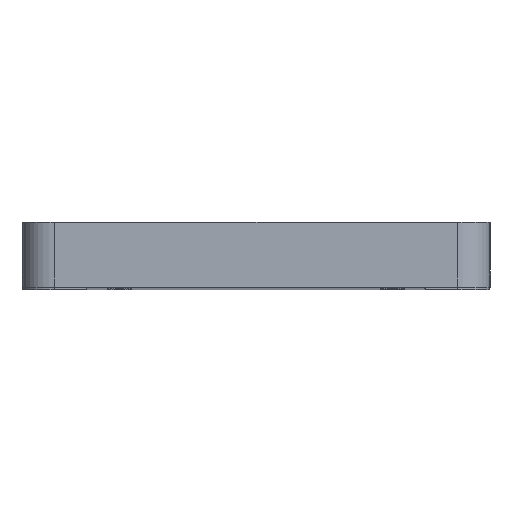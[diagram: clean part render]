
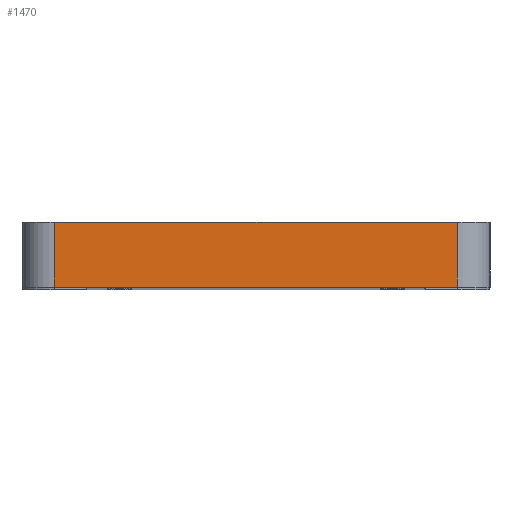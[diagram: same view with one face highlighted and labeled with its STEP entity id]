
A CAD part, top view. The second image highlights one B-rep face of the part: STEP entity #1470.
In plain terms, the highlighted planar face has unit normal (0, 0, 1).
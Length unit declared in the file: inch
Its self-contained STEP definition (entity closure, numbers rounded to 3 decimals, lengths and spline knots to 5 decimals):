
#84=PLANE('',#1680);
#134=FACE_OUTER_BOUND('',#188,.T.);
#188=EDGE_LOOP('',(#1177,#1178,#1179,#1180));
#316=LINE('',#2552,#392);
#317=LINE('',#2555,#393);
#318=LINE('',#2557,#394);
#319=LINE('',#2558,#395);
#392=VECTOR('',#2108,0.3937);
#393=VECTOR('',#2111,0.3937);
#394=VECTOR('',#2112,0.3937);
#395=VECTOR('',#2113,0.3937);
#707=VERTEX_POINT('',#2548);
#708=VERTEX_POINT('',#2550);
#709=VERTEX_POINT('',#2554);
#710=VERTEX_POINT('',#2556);
#916=EDGE_CURVE('',#707,#708,#316,.T.);
#917=EDGE_CURVE('',#707,#709,#317,.T.);
#918=EDGE_CURVE('',#710,#708,#318,.T.);
#919=EDGE_CURVE('',#709,#710,#319,.T.);
#1177=ORIENTED_EDGE('',*,*,#917,.F.);
#1178=ORIENTED_EDGE('',*,*,#916,.T.);
#1179=ORIENTED_EDGE('',*,*,#918,.F.);
#1180=ORIENTED_EDGE('',*,*,#919,.F.);
#1470=ADVANCED_FACE('',(#134),#84,.T.);
#1680=AXIS2_PLACEMENT_3D('',#2553,#2109,#2110);
#2108=DIRECTION('',(0.,1.,0.));
#2109=DIRECTION('center_axis',(0.,0.,1.));
#2110=DIRECTION('ref_axis',(1.,0.,0.));
#2111=DIRECTION('',(-1.,0.,0.));
#2112=DIRECTION('',(1.,0.,0.));
#2113=DIRECTION('',(0.,1.,0.));
#2548=CARTESIAN_POINT('',(-0.45,0.,12.));
#2550=CARTESIAN_POINT('',(-0.45,0.5,12.));
#2552=CARTESIAN_POINT('',(-0.45,0.,12.));
#2553=CARTESIAN_POINT('Origin',(-3.55,0.,12.));
#2554=CARTESIAN_POINT('',(-3.55,0.,12.));
#2555=CARTESIAN_POINT('',(-0.45,0.,12.));
#2556=CARTESIAN_POINT('',(-3.55,0.5,12.));
#2557=CARTESIAN_POINT('',(-3.3,0.5,12.));
#2558=CARTESIAN_POINT('',(-3.55,0.,12.));
